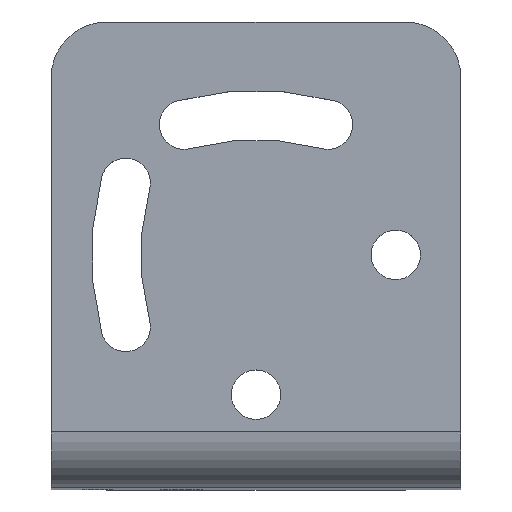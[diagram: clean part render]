
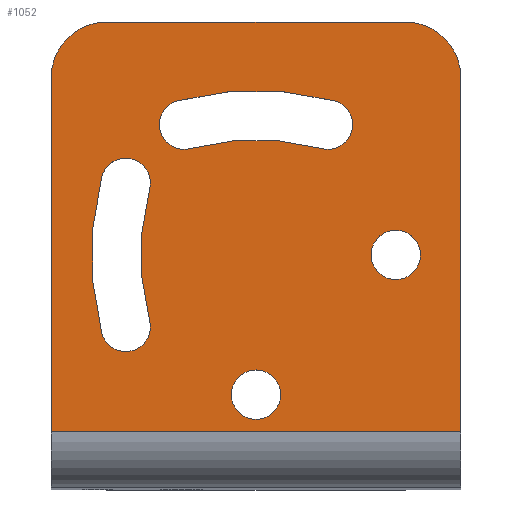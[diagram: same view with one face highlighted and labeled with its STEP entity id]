
A CAD part, top view. The second image highlights one B-rep face of the part: STEP entity #1052.
In plain terms, the highlighted planar face has unit normal (0, 0, 1).
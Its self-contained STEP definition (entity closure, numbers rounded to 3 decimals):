
#224=CARTESIAN_POINT('',(16.,42.5,57.5));
#225=DIRECTION('',(0.,0.,-1.));
#226=DIRECTION('',(0.,1.,0.));
#227=AXIS2_PLACEMENT_3D('',#224,#225,#226);
#237=DIRECTION('',(0.,1.,0.));
#238=VECTOR('',#237,38.);
#239=CARTESIAN_POINT('',(22.,4.5,57.5));
#240=LINE('',#239,#238);
#339=DIRECTION('',(1.,0.,0.));
#340=VECTOR('',#339,44.);
#341=CARTESIAN_POINT('',(-22.,4.5,57.5));
#342=LINE('',#341,#340);
#357=CARTESIAN_POINT('',(0.,8.5,57.5));
#358=DIRECTION('',(0.,0.,-1.));
#359=DIRECTION('',(0.,-1.,0.));
#360=AXIS2_PLACEMENT_3D('',#357,#358,#359);
#362=CARTESIAN_POINT('',(0.,8.5,57.5));
#363=DIRECTION('',(0.,0.,-1.));
#364=DIRECTION('',(0.,1.,0.));
#365=AXIS2_PLACEMENT_3D('',#362,#363,#364);
#367=CARTESIAN_POINT('',(15.,23.5,57.5));
#368=DIRECTION('',(0.,0.,-1.));
#369=DIRECTION('',(0.,-1.,0.));
#370=AXIS2_PLACEMENT_3D('',#367,#368,#369);
#372=CARTESIAN_POINT('',(15.,23.5,57.5));
#373=DIRECTION('',(0.,0.,-1.));
#374=DIRECTION('',(0.,1.,0.));
#375=AXIS2_PLACEMENT_3D('',#372,#373,#374);
#377=CARTESIAN_POINT('',(-7.73,37.487,57.5));
#378=DIRECTION('',(0.,0.,-1.));
#379=DIRECTION('',(0.258,-0.966,0.));
#380=AXIS2_PLACEMENT_3D('',#377,#378,#379);
#382=CARTESIAN_POINT('',(0.,8.5,57.5));
#383=DIRECTION('',(0.,0.,-1.));
#384=DIRECTION('',(-0.258,0.966,0.));
#385=AXIS2_PLACEMENT_3D('',#382,#383,#384);
#387=CARTESIAN_POINT('',(7.73,37.487,57.5));
#388=DIRECTION('',(0.,0.,-1.));
#389=DIRECTION('',(0.258,0.966,0.));
#390=AXIS2_PLACEMENT_3D('',#387,#388,#389);
#392=CARTESIAN_POINT('',(0.,8.5,57.5));
#393=DIRECTION('',(0.,0.,-1.));
#394=DIRECTION('',(-0.258,0.966,0.));
#395=AXIS2_PLACEMENT_3D('',#392,#393,#394);
#397=CARTESIAN_POINT('',(-13.987,15.77,57.5));
#398=DIRECTION('',(0.,0.,-1.));
#399=DIRECTION('',(0.966,0.258,0.));
#400=AXIS2_PLACEMENT_3D('',#397,#398,#399);
#402=CARTESIAN_POINT('',(15.,23.5,57.5));
#403=DIRECTION('',(0.,0.,-1.));
#404=DIRECTION('',(-0.966,-0.258,0.));
#405=AXIS2_PLACEMENT_3D('',#402,#403,#404);
#407=CARTESIAN_POINT('',(-13.987,31.23,57.5));
#408=DIRECTION('',(0.,0.,-1.));
#409=DIRECTION('',(-0.966,0.258,0.));
#410=AXIS2_PLACEMENT_3D('',#407,#408,#409);
#412=CARTESIAN_POINT('',(15.,23.5,57.5));
#413=DIRECTION('',(0.,0.,-1.));
#414=DIRECTION('',(-0.966,-0.258,0.));
#415=AXIS2_PLACEMENT_3D('',#412,#413,#414);
#425=DIRECTION('',(0.,1.,0.));
#426=VECTOR('',#425,38.);
#427=CARTESIAN_POINT('',(-22.,4.5,57.5));
#428=LINE('',#427,#426);
#438=CARTESIAN_POINT('',(-16.,42.5,57.5));
#439=DIRECTION('',(0.,0.,-1.));
#440=DIRECTION('',(-1.,0.,0.));
#441=AXIS2_PLACEMENT_3D('',#438,#439,#440);
#451=DIRECTION('',(1.,0.,0.));
#452=VECTOR('',#451,32.);
#453=CARTESIAN_POINT('',(-16.,48.5,57.5));
#454=LINE('',#453,#452);
#552=CARTESIAN_POINT('',(0.,5.85,57.5));
#554=VERTEX_POINT('',#552);
#556=CARTESIAN_POINT('',(0.,11.15,57.5));
#558=VERTEX_POINT('',#556);
#560=CARTESIAN_POINT('',(15.,20.85,57.5));
#562=VERTEX_POINT('',#560);
#564=CARTESIAN_POINT('',(15.,26.15,57.5));
#566=VERTEX_POINT('',#564);
#568=CARTESIAN_POINT('',(-7.047,34.926,57.5));
#570=VERTEX_POINT('',#568);
#572=CARTESIAN_POINT('',(-8.413,40.047,57.5));
#574=VERTEX_POINT('',#572);
#576=CARTESIAN_POINT('',(8.413,40.047,57.5));
#578=VERTEX_POINT('',#576);
#580=CARTESIAN_POINT('',(7.047,34.926,57.5));
#582=VERTEX_POINT('',#580);
#584=CARTESIAN_POINT('',(-11.426,16.453,57.5));
#586=VERTEX_POINT('',#584);
#588=CARTESIAN_POINT('',(-16.547,15.087,57.5));
#590=VERTEX_POINT('',#588);
#592=CARTESIAN_POINT('',(-16.547,31.913,57.5));
#594=VERTEX_POINT('',#592);
#596=CARTESIAN_POINT('',(-11.426,30.547,57.5));
#598=VERTEX_POINT('',#596);
#683=CARTESIAN_POINT('',(16.,48.5,57.5));
#684=CARTESIAN_POINT('',(22.,42.5,57.5));
#685=VERTEX_POINT('',#683);
#686=VERTEX_POINT('',#684);
#687=CARTESIAN_POINT('',(-16.,48.5,57.5));
#688=VERTEX_POINT('',#687);
#689=CARTESIAN_POINT('',(-22.,42.5,57.5));
#690=VERTEX_POINT('',#689);
#691=CARTESIAN_POINT('',(-22.,4.5,57.5));
#692=VERTEX_POINT('',#691);
#693=CARTESIAN_POINT('',(22.,4.5,57.5));
#694=VERTEX_POINT('',#693);
#1004=CARTESIAN_POINT('',(-22.,1.5,57.5));
#1005=DIRECTION('',(0.,0.,-1.));
#1006=DIRECTION('',(0.,1.,0.));
#1007=AXIS2_PLACEMENT_3D('',#1004,#1005,#1006);
#1008=PLANE('',#1007);
#1009=ORIENTED_EDGE('',*,*,#866,.T.);
#1010=ORIENTED_EDGE('',*,*,#881,.F.);
#1011=ORIENTED_EDGE('',*,*,#996,.F.);
#1013=ORIENTED_EDGE('',*,*,#1012,.T.);
#1015=ORIENTED_EDGE('',*,*,#1014,.T.);
#1017=ORIENTED_EDGE('',*,*,#1016,.T.);
#1018=EDGE_LOOP('',(#1009,#1010,#1011,#1013,#1015,#1017));
#1019=FACE_OUTER_BOUND('',#1018,.F.);
#1021=ORIENTED_EDGE('',*,*,#1020,.F.);
#1023=ORIENTED_EDGE('',*,*,#1022,.F.);
#1024=EDGE_LOOP('',(#1021,#1023));
#1025=FACE_BOUND('',#1024,.F.);
#1027=ORIENTED_EDGE('',*,*,#1026,.F.);
#1029=ORIENTED_EDGE('',*,*,#1028,.F.);
#1030=EDGE_LOOP('',(#1027,#1029));
#1031=FACE_BOUND('',#1030,.F.);
#1033=ORIENTED_EDGE('',*,*,#1032,.F.);
#1035=ORIENTED_EDGE('',*,*,#1034,.T.);
#1037=ORIENTED_EDGE('',*,*,#1036,.F.);
#1039=ORIENTED_EDGE('',*,*,#1038,.F.);
#1040=EDGE_LOOP('',(#1033,#1035,#1037,#1039));
#1041=FACE_BOUND('',#1040,.F.);
#1043=ORIENTED_EDGE('',*,*,#1042,.F.);
#1045=ORIENTED_EDGE('',*,*,#1044,.T.);
#1047=ORIENTED_EDGE('',*,*,#1046,.F.);
#1049=ORIENTED_EDGE('',*,*,#1048,.F.);
#1050=EDGE_LOOP('',(#1043,#1045,#1047,#1049));
#1051=FACE_BOUND('',#1050,.F.);
#1052=ADVANCED_FACE('',(#1019,#1025,#1031,#1041,#1051),#1008,.F.);
#228=CIRCLE('',#227,6.);
#361=CIRCLE('',#360,2.65);
#366=CIRCLE('',#365,2.65);
#371=CIRCLE('',#370,2.65);
#376=CIRCLE('',#375,2.65);
#381=CIRCLE('',#380,2.65);
#386=CIRCLE('',#385,27.35);
#391=CIRCLE('',#390,2.65);
#396=CIRCLE('',#395,32.65);
#401=CIRCLE('',#400,2.65);
#406=CIRCLE('',#405,27.35);
#411=CIRCLE('',#410,2.65);
#416=CIRCLE('',#415,32.65);
#442=CIRCLE('',#441,6.);
#866=EDGE_CURVE('',#685,#686,#228,.T.);
#881=EDGE_CURVE('',#694,#686,#240,.T.);
#996=EDGE_CURVE('',#692,#694,#342,.T.);
#1012=EDGE_CURVE('',#692,#690,#428,.T.);
#1014=EDGE_CURVE('',#690,#688,#442,.T.);
#1016=EDGE_CURVE('',#688,#685,#454,.T.);
#1020=EDGE_CURVE('',#554,#558,#361,.T.);
#1022=EDGE_CURVE('',#558,#554,#366,.T.);
#1026=EDGE_CURVE('',#562,#566,#371,.T.);
#1028=EDGE_CURVE('',#566,#562,#376,.T.);
#1032=EDGE_CURVE('',#570,#574,#381,.T.);
#1034=EDGE_CURVE('',#570,#582,#386,.T.);
#1036=EDGE_CURVE('',#578,#582,#391,.T.);
#1038=EDGE_CURVE('',#574,#578,#396,.T.);
#1042=EDGE_CURVE('',#586,#590,#401,.T.);
#1044=EDGE_CURVE('',#586,#598,#406,.T.);
#1046=EDGE_CURVE('',#594,#598,#411,.T.);
#1048=EDGE_CURVE('',#590,#594,#416,.T.);
